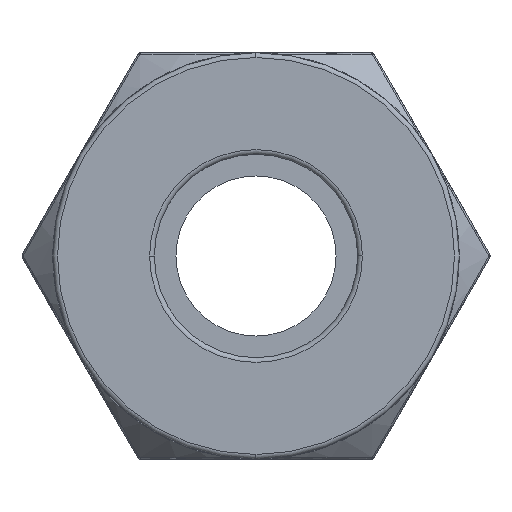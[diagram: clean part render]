
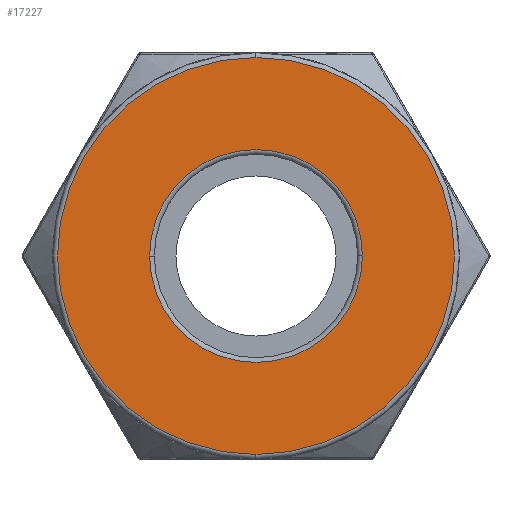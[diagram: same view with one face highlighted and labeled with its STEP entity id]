
A CAD part, left-side view. The second image highlights one B-rep face of the part: STEP entity #17227.
In plain terms, the highlighted face is planar.
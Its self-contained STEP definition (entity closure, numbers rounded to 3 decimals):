
#14514=CARTESIAN_POINT('',(0.,0.,0.));
#14515=DIRECTION('',(-1.,0.,0.));
#14516=DIRECTION('',(0.,1.,0.));
#14517=AXIS2_PLACEMENT_3D('',#14514,#14515,#14516);
#14519=CARTESIAN_POINT('',(0.,0.,0.));
#14520=DIRECTION('',(-1.,0.,0.));
#14521=DIRECTION('',(0.,-1.,0.));
#14522=AXIS2_PLACEMENT_3D('',#14519,#14520,#14521);
#14524=CARTESIAN_POINT('',(0.,0.,0.));
#14525=DIRECTION('',(1.,0.,0.));
#14526=DIRECTION('',(0.,0.,1.));
#14527=AXIS2_PLACEMENT_3D('',#14524,#14525,#14526);
#14529=CARTESIAN_POINT('',(0.,0.,0.));
#14530=DIRECTION('',(1.,0.,0.));
#14531=DIRECTION('',(0.,0.,-1.));
#14532=AXIS2_PLACEMENT_3D('',#14529,#14530,#14531);
#17039=CARTESIAN_POINT('',(0.,4.188,0.));
#17040=CARTESIAN_POINT('',(0.,-4.188,0.));
#17041=VERTEX_POINT('',#17039);
#17042=VERTEX_POINT('',#17040);
#17072=CARTESIAN_POINT('',(0.,0.,7.813));
#17073=CARTESIAN_POINT('',(0.,0.,-7.813));
#17074=VERTEX_POINT('',#17072);
#17075=VERTEX_POINT('',#17073);
#17210=CARTESIAN_POINT('',(0.,0.,0.));
#17211=DIRECTION('',(1.,0.,0.));
#17212=DIRECTION('',(0.,-1.,0.));
#17213=AXIS2_PLACEMENT_3D('',#17210,#17211,#17212);
#17214=PLANE('',#17213);
#17216=ORIENTED_EDGE('',*,*,#17215,.F.);
#17218=ORIENTED_EDGE('',*,*,#17217,.F.);
#17219=EDGE_LOOP('',(#17216,#17218));
#17220=FACE_OUTER_BOUND('',#17219,.F.);
#17222=ORIENTED_EDGE('',*,*,#17221,.F.);
#17224=ORIENTED_EDGE('',*,*,#17223,.F.);
#17225=EDGE_LOOP('',(#17222,#17224));
#17226=FACE_BOUND('',#17225,.F.);
#14518=CIRCLE('',#14517,4.188);
#14523=CIRCLE('',#14522,4.188);
#14528=CIRCLE('',#14527,7.813);
#14533=CIRCLE('',#14532,7.813);
#17215=EDGE_CURVE('',#17074,#17075,#14528,.T.);
#17217=EDGE_CURVE('',#17075,#17074,#14533,.T.);
#17221=EDGE_CURVE('',#17041,#17042,#14518,.T.);
#17223=EDGE_CURVE('',#17042,#17041,#14523,.T.);
#17227=ADVANCED_FACE('',(#17220,#17226),#17214,.T.);
